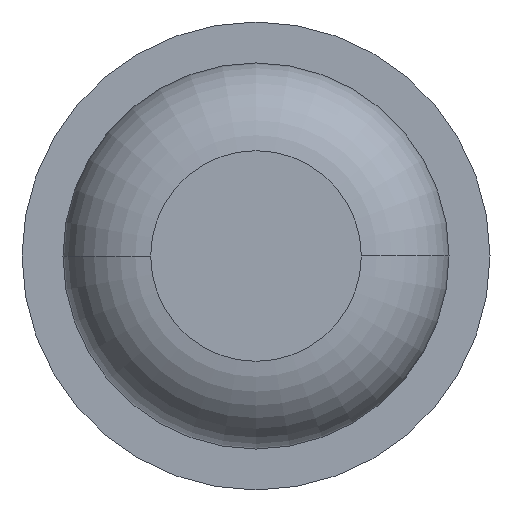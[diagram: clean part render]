
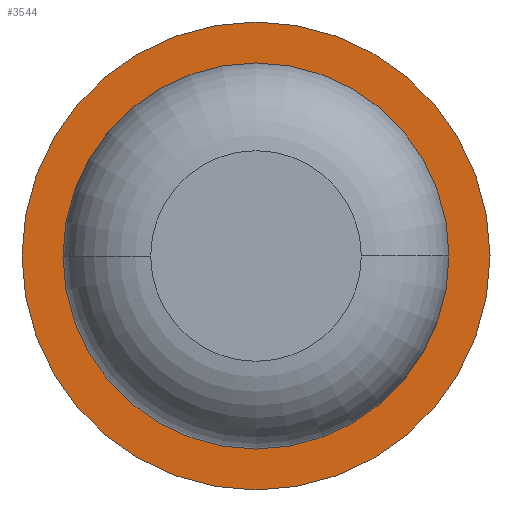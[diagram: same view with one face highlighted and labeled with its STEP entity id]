
A CAD part, front view. The second image highlights one B-rep face of the part: STEP entity #3544.
In plain terms, the highlighted planar face has unit normal (0, -1, 0).
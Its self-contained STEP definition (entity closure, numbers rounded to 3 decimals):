
#131 = EDGE_CURVE ( 'Defeature ausgef�hrt1_6+Defeature ausgef�hrt1_5+Defeature ausgef�hrt1_5+Defeature ausgef�hrt1_5', #183, #3993, #3676, .T. ) ;
#172 = EDGE_CURVE ( 'Defeature ausgef�hrt1_6+Defeature ausgef�hrt1_5+Defeature ausgef�hrt1_5+Defeature ausgef�hrt1_5', #3993, #183, #2326, .T. ) ;
#183 = VERTEX_POINT ( 'NONE', #2550 ) ;
#295 = DIRECTION ( 'NONE',  ( -1., 0., 0. ) ) ;
#297 = DIRECTION ( 'NONE',  ( -1., 0., 0. ) ) ;
#413 = AXIS2_PLACEMENT_3D ( 'NONE', #4452, #1529, #4178 ) ;
#669 = AXIS2_PLACEMENT_3D ( 'NONE', #2565, #1885, #297 ) ;
#990 = EDGE_CURVE ( 'Defeature ausgef�hrt1_5+Defeature ausgef�hrt1_0+Defeature ausgef�hrt1_0+Defeature ausgef�hrt1_0', #3025, #1344, #2616, .T. ) ;
#1006 = ORIENTED_EDGE ( 'NONE', *, *, #131, .F. ) ;
#1166 = DIRECTION ( 'NONE',  ( 0., 1., 0. ) ) ;
#1344 = VERTEX_POINT ( 'NONE', #1418 ) ;
#1418 = CARTESIAN_POINT ( 'NONE',  ( 0.825, -7., 0. ) ) ;
#1438 = AXIS2_PLACEMENT_3D ( 'NONE', #4594, #1166, #3095 ) ;
#1529 = DIRECTION ( 'NONE',  ( 0., 1., 0. ) ) ;
#1830 = CARTESIAN_POINT ( 'NONE',  ( 1., -7., 0. ) ) ;
#1870 = ORIENTED_EDGE ( 'NONE', *, *, #3668, .T. ) ;
#1885 = DIRECTION ( 'NONE',  ( 0., 1., 0. ) ) ;
#1918 = ORIENTED_EDGE ( 'NONE', *, *, #990, .T. ) ;
#2149 = DIRECTION ( 'NONE',  ( 0., 1., 0. ) ) ;
#2326 = CIRCLE ( 'NONE', #669, 1. ) ;
#2486 = ORIENTED_EDGE ( 'NONE', *, *, #172, .F. ) ;
#2550 = CARTESIAN_POINT ( 'NONE',  ( -1., -7., 0. ) ) ;
#2565 = CARTESIAN_POINT ( 'NONE',  ( 0., -7., 0. ) ) ;
#2616 = CIRCLE ( 'NONE', #3202, 0.825 ) ;
#2867 = CARTESIAN_POINT ( 'NONE',  ( -0.825, -7., 0. ) ) ;
#3025 = VERTEX_POINT ( 'NONE', #2867 ) ;
#3095 = DIRECTION ( 'NONE',  ( -1., 0., 0. ) ) ;
#3202 = AXIS2_PLACEMENT_3D ( 'NONE', #4438, #3286, #3702 ) ;
#3286 = DIRECTION ( 'NONE',  ( 0., 1., 0. ) ) ;
#3303 = AXIS2_PLACEMENT_3D ( 'NONE', #4849, #2149, #295 ) ;
#3396 = FACE_BOUND ( 'NONE', #4146, .T. ) ;
#3544 = ADVANCED_FACE ( 'Defeature ausgef�hrt1_5', ( #4466, #3396 ), #4031, .F. ) ;
#3668 = EDGE_CURVE ( 'Defeature ausgef�hrt1_5+Defeature ausgef�hrt1_0+Defeature ausgef�hrt1_0+Defeature ausgef�hrt1_0', #1344, #3025, #3802, .T. ) ;
#3676 = CIRCLE ( 'NONE', #413, 1. ) ;
#3702 = DIRECTION ( 'NONE',  ( -1., 0., 0. ) ) ;
#3802 = CIRCLE ( 'NONE', #1438, 0.825 ) ;
#3993 = VERTEX_POINT ( 'NONE', #1830 ) ;
#4031 = PLANE ( 'NONE',  #3303 ) ;
#4146 = EDGE_LOOP ( 'NONE', ( #1918, #1870 ) ) ;
#4178 = DIRECTION ( 'NONE',  ( -1., 0., 0. ) ) ;
#4438 = CARTESIAN_POINT ( 'NONE',  ( 0., -7., 0. ) ) ;
#4452 = CARTESIAN_POINT ( 'NONE',  ( 0., -7., 0. ) ) ;
#4466 = FACE_OUTER_BOUND ( 'NONE', #4747, .T. ) ;
#4594 = CARTESIAN_POINT ( 'NONE',  ( 0., -7., 0. ) ) ;
#4747 = EDGE_LOOP ( 'NONE', ( #1006, #2486 ) ) ;
#4849 = CARTESIAN_POINT ( 'NONE',  ( 0.825, -7., 0. ) ) ;
